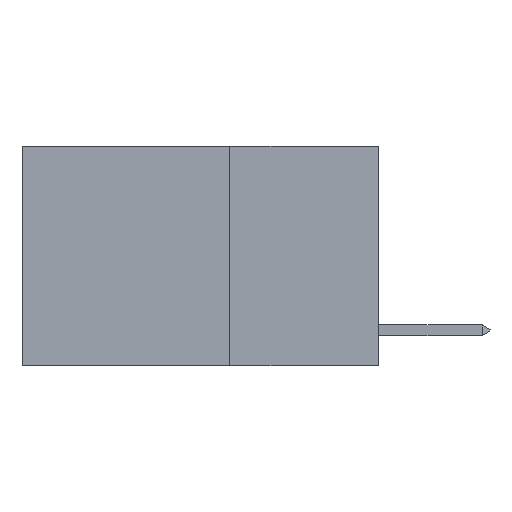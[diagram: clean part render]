
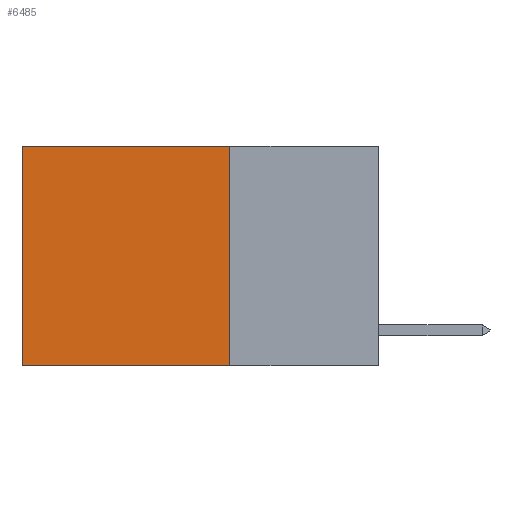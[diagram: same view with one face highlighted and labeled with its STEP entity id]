
A CAD part, left-side view. The second image highlights one B-rep face of the part: STEP entity #6485.
In plain terms, the highlighted planar face has unit normal (-1, 0, 0).
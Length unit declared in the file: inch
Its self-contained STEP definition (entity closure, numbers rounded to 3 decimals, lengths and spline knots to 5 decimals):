
#188 = VECTOR ( 'NONE', #2634, 39.37008 ) ;
#386 = ORIENTED_EDGE ( 'NONE', *, *, #11491, .T. ) ;
#430 = CARTESIAN_POINT ( 'NONE',  ( 0.2625, 0.25, -0.37 ) ) ;
#489 = PLANE ( 'NONE',  #1527 ) ;
#753 = LINE ( 'NONE', #11620, #8934 ) ;
#818 = EDGE_LOOP ( 'NONE', ( #386, #2335, #9649, #1509 ) ) ;
#1002 = EDGE_CURVE ( 'NONE', #4039, #2017, #753, .T. ) ;
#1206 = CARTESIAN_POINT ( 'NONE',  ( 0.2625, 0.25, 0. ) ) ;
#1509 = ORIENTED_EDGE ( 'NONE', *, *, #9343, .T. ) ;
#1527 = AXIS2_PLACEMENT_3D ( 'NONE', #8381, #8309, #9201 ) ;
#2017 = VERTEX_POINT ( 'NONE', #10268 ) ;
#2335 = ORIENTED_EDGE ( 'NONE', *, *, #1002, .F. ) ;
#2634 = DIRECTION ( 'NONE',  ( 0., 0., -1. ) ) ;
#2821 = LINE ( 'NONE', #12549, #188 ) ;
#3852 = CARTESIAN_POINT ( 'NONE',  ( 0.2625, 0.25, 0. ) ) ;
#4039 = VERTEX_POINT ( 'NONE', #430 ) ;
#5151 = DIRECTION ( 'NONE',  ( 0., 0., -1. ) ) ;
#5195 = DIRECTION ( 'NONE',  ( 0., 1., 0. ) ) ;
#6146 = CARTESIAN_POINT ( 'NONE',  ( 0.2625, 0.25, 0. ) ) ;
#6485 = ADVANCED_FACE ( 'NONE', ( #8867 ), #489, .F. ) ;
#7015 = CARTESIAN_POINT ( 'NONE',  ( 0.2625, 0.6, 0. ) ) ;
#7092 = LINE ( 'NONE', #1206, #11724 ) ;
#7248 = EDGE_CURVE ( 'NONE', #8181, #4039, #7092, .T. ) ;
#7273 = VERTEX_POINT ( 'NONE', #7015 ) ;
#8181 = VERTEX_POINT ( 'NONE', #3852 ) ;
#8309 = DIRECTION ( 'NONE',  ( 1., 0., 0. ) ) ;
#8381 = CARTESIAN_POINT ( 'NONE',  ( 0.2625, 0.25, 0. ) ) ;
#8583 = DIRECTION ( 'NONE',  ( 0., 1., 0. ) ) ;
#8867 = FACE_OUTER_BOUND ( 'NONE', #818, .T. ) ;
#8934 = VECTOR ( 'NONE', #8583, 39.37008 ) ;
#9201 = DIRECTION ( 'NONE',  ( 0., 0., -1. ) ) ;
#9343 = EDGE_CURVE ( 'NONE', #8181, #7273, #12032, .T. ) ;
#9649 = ORIENTED_EDGE ( 'NONE', *, *, #7248, .F. ) ;
#10268 = CARTESIAN_POINT ( 'NONE',  ( 0.2625, 0.6, -0.37 ) ) ;
#11422 = VECTOR ( 'NONE', #5195, 39.37008 ) ;
#11491 = EDGE_CURVE ( 'NONE', #7273, #2017, #2821, .T. ) ;
#11620 = CARTESIAN_POINT ( 'NONE',  ( 0.2625, 0.25, -0.37 ) ) ;
#11724 = VECTOR ( 'NONE', #5151, 39.37008 ) ;
#12032 = LINE ( 'NONE', #6146, #11422 ) ;
#12549 = CARTESIAN_POINT ( 'NONE',  ( 0.2625, 0.6, 0. ) ) ;
